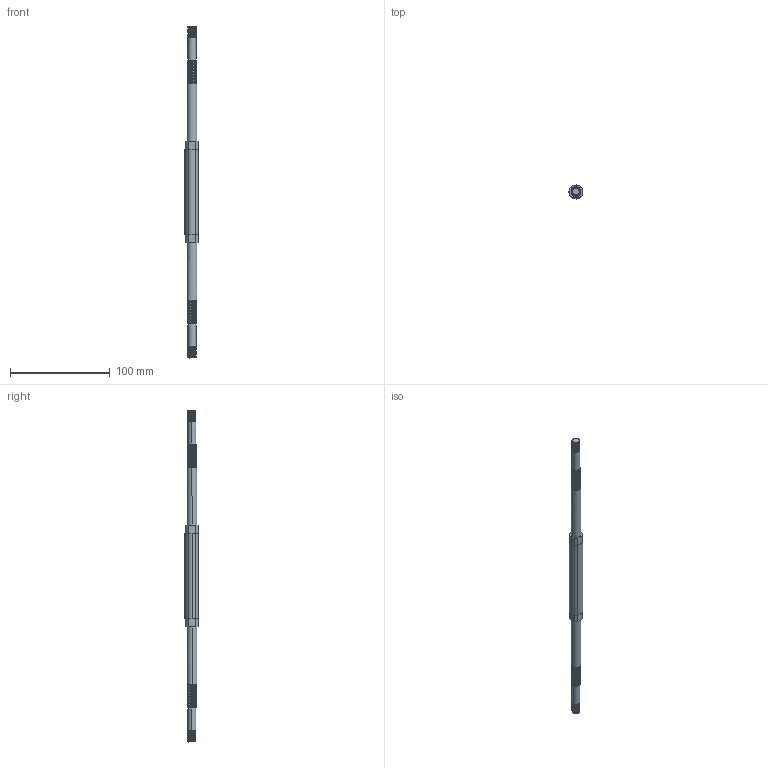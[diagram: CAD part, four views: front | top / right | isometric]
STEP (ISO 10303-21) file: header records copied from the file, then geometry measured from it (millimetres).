
FILE_DESCRIPTION (( 'STEP AP214' ), '1' );
FILE_NAME ('hanger-hub.STEP', '2023-04-20T13:06:33', ( '' ), ( '' ), 'SwSTEP 2.0', 'SolidWorks 2022', '' );
FILE_SCHEMA (( 'AUTOMOTIVE_DESIGN' ));
Length unit declared in the file: centimetre
Products named in the file (1): hanger-hub
Bounding box: 14 x 14 x 332 mm (x, y, z)
Volume: 41878.3 mm3; surface area: 16379.7 mm2
Topology: 2 solids, 2 shells, 149 faces, 414 edges, 273 vertices
Faces by surface type: cylinder 106, plane 31, bspline 12
Entity records: 13415 total; most frequent: CARTESIAN_POINT 10322, ORIENTED_EDGE 828, DIRECTION 451, EDGE_CURVE 414, VERTEX_POINT 273, EDGE_LOOP 153, AXIS2_PLACEMENT_3D 153, ADVANCED_FACE 149
